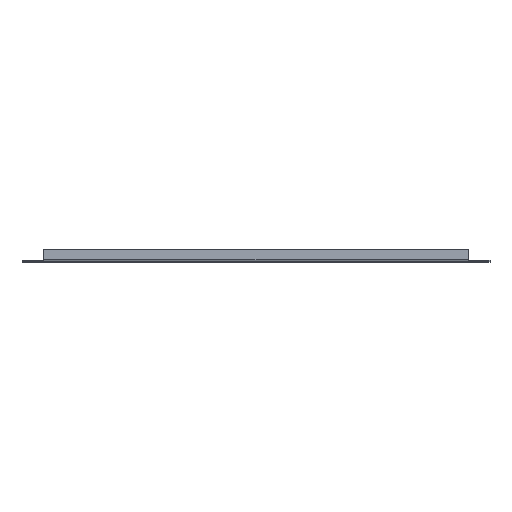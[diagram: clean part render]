
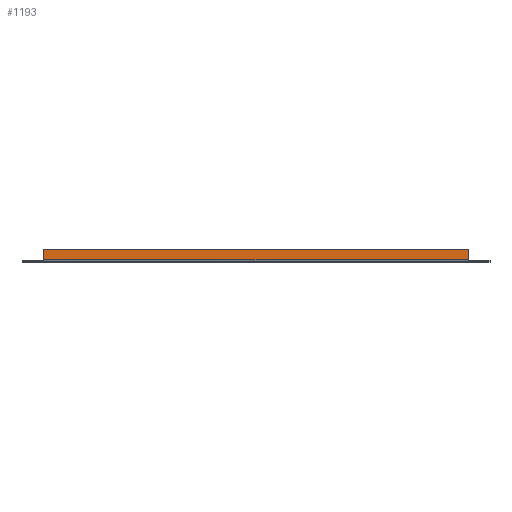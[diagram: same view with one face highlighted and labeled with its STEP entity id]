
A CAD part, top view. The second image highlights one B-rep face of the part: STEP entity #1193.
In plain terms, the highlighted planar face has unit normal (0, 0, 1).
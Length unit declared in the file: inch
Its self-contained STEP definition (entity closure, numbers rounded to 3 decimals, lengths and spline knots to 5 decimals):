
#58 = DIRECTION ( 'NONE',  ( 0., 1., 0. ) ) ;
#75 = DIRECTION ( 'NONE',  ( 0., 0., -1. ) ) ;
#120 = VERTEX_POINT ( 'NONE', #706 ) ;
#230 = FACE_OUTER_BOUND ( 'NONE', #1087, .T. ) ;
#354 = CARTESIAN_POINT ( 'NONE',  ( 8.625, 0.086, 6.984 ) ) ;
#411 = LINE ( 'NONE', #1048, #854 ) ;
#423 = VERTEX_POINT ( 'NONE', #723 ) ;
#506 = EDGE_CURVE ( 'NONE', #2006, #423, #1383, .T. ) ;
#507 = CARTESIAN_POINT ( 'NONE',  ( 8.625, 0.04648, 6.984 ) ) ;
#682 = AXIS2_PLACEMENT_3D ( 'NONE', #507, #75, #58 ) ;
#706 = CARTESIAN_POINT ( 'NONE',  ( 8.625, 0.5, 6.984 ) ) ;
#716 = CARTESIAN_POINT ( 'NONE',  ( 8.625, 0.5, 6.984 ) ) ;
#723 = CARTESIAN_POINT ( 'NONE',  ( -8.625, 0.086, 6.984 ) ) ;
#737 = EDGE_CURVE ( 'NONE', #967, #423, #996, .T. ) ;
#814 = VECTOR ( 'NONE', #913, 39.37008 ) ;
#854 = VECTOR ( 'NONE', #1391, 39.37008 ) ;
#885 = DIRECTION ( 'NONE',  ( 0., -1., 0. ) ) ;
#913 = DIRECTION ( 'NONE',  ( 1., 0., 0. ) ) ;
#967 = VERTEX_POINT ( 'NONE', #1404 ) ;
#977 = ORIENTED_EDGE ( 'NONE', *, *, #506, .T. ) ;
#996 = LINE ( 'NONE', #354, #1399 ) ;
#1048 = CARTESIAN_POINT ( 'NONE',  ( 8.625, 0.04648, 6.984 ) ) ;
#1068 = LINE ( 'NONE', #716, #814 ) ;
#1087 = EDGE_LOOP ( 'NONE', ( #1153, #1884, #977, #1825 ) ) ;
#1153 = ORIENTED_EDGE ( 'NONE', *, *, #1841, .F. ) ;
#1193 = ADVANCED_FACE ( 'NONE', ( #230 ), #1298, .F. ) ;
#1247 = EDGE_CURVE ( 'NONE', #2006, #120, #1068, .T. ) ;
#1298 = PLANE ( 'NONE',  #682 ) ;
#1310 = DIRECTION ( 'NONE',  ( -1., 0., 0. ) ) ;
#1383 = LINE ( 'NONE', #1997, #1962 ) ;
#1391 = DIRECTION ( 'NONE',  ( 0., -1., 0. ) ) ;
#1399 = VECTOR ( 'NONE', #1310, 39.37008 ) ;
#1404 = CARTESIAN_POINT ( 'NONE',  ( 8.625, 0.086, 6.984 ) ) ;
#1590 = CARTESIAN_POINT ( 'NONE',  ( -8.625, 0.5, 6.984 ) ) ;
#1825 = ORIENTED_EDGE ( 'NONE', *, *, #737, .F. ) ;
#1841 = EDGE_CURVE ( 'NONE', #120, #967, #411, .T. ) ;
#1884 = ORIENTED_EDGE ( 'NONE', *, *, #1247, .F. ) ;
#1962 = VECTOR ( 'NONE', #885, 39.37008 ) ;
#1997 = CARTESIAN_POINT ( 'NONE',  ( -8.625, 0.04648, 6.984 ) ) ;
#2006 = VERTEX_POINT ( 'NONE', #1590 ) ;
